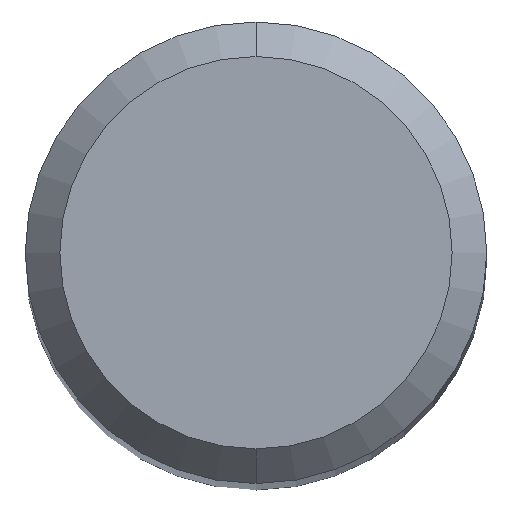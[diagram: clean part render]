
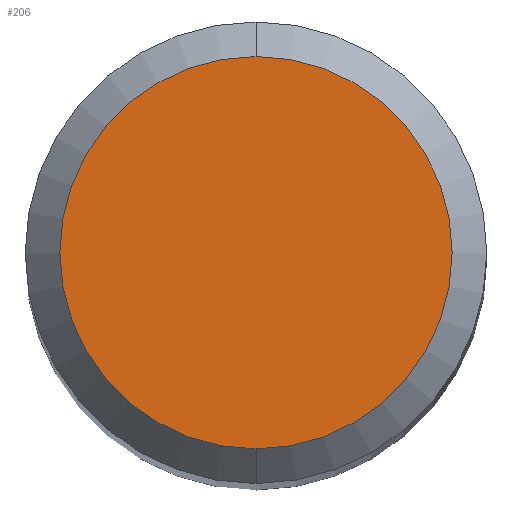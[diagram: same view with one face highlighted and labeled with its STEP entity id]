
A CAD part, top view. The second image highlights one B-rep face of the part: STEP entity #206.
In plain terms, the highlighted planar face has unit normal (0, 0, 1).
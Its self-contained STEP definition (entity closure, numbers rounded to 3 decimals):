
#158=EDGE_CURVE('',#186,#172,#328,.T.);
#172=VERTEX_POINT('',#345);
#186=VERTEX_POINT('',#360);
#202=EDGE_CURVE('',#172,#186,#379,.T.);
#206=ADVANCED_FACE('',(#383),#384,.T.);
#328=CIRCLE('',#521,1.7);
#345=CARTESIAN_POINT('',(0.,-1.7,0.0));
#360=CARTESIAN_POINT('',(0.0,1.7,0.0));
#379=CIRCLE('',#579,1.7);
#383=FACE_OUTER_BOUND('',#584,.T.);
#384=PLANE('',#585);
#521=AXIS2_PLACEMENT_3D('',#731,#732,#733);
#579=AXIS2_PLACEMENT_3D('',#788,#789,#790);
#584=EDGE_LOOP('',(#795,#796));
#585=AXIS2_PLACEMENT_3D('',#797,#798,#799);
#731=CARTESIAN_POINT('',(0.0,0.0,0.0));
#732=DIRECTION('',(0.0,0.0,-1.0));
#733=DIRECTION('',(0.0,1.0,0.0));
#788=CARTESIAN_POINT('',(0.0,0.0,0.0));
#789=DIRECTION('',(0.0,0.0,-1.0));
#790=DIRECTION('',(0.0,1.0,0.0));
#795=ORIENTED_EDGE('',*,*,#158,.F.);
#796=ORIENTED_EDGE('',*,*,#202,.F.);
#797=CARTESIAN_POINT('',(0.0,0.85,0.0));
#798=DIRECTION('',(-0.0,0.0,1.0));
#799=DIRECTION('',(0.0,-1.0,0.0));
